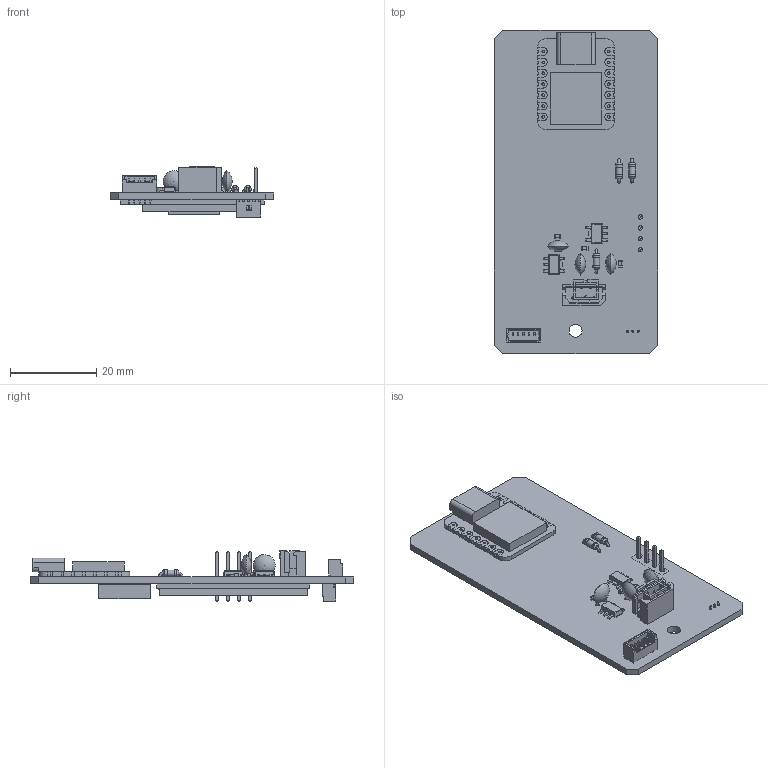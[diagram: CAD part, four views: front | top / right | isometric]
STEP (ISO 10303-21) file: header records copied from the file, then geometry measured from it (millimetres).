
FILE_DESCRIPTION(('KiCad electronic assembly'),'2;1');
FILE_NAME('STIC.step','2024-04-21T23:40:20',('Pcbnew'),('Kicad'), 'Open CASCADE STEP processor 7.6','KiCad to STEP converter','Unknown' );
FILE_SCHEMA(('AUTOMOTIVE_DESIGN { 1 0 10303 214 1 1 1 1 }'));
Length unit declared in the file: millimetre
Products named in the file (26): STIC 1; Seeeduino Xiao; Seeeduino Xiao v2; 22-03-5035; 022035035; 53047-0510; 530470510; AP7361C-33Y5-13; C_Disc_D5.0mm_W2.5mm_P2.50mm; C_Disc_D50mm_W25mm_P250mm; R_Axial_DIN0204_L3.6mm_D1.6mm_P5.08mm_Horizontal; R_Axial_DIN0204_L36mm_D16mm_P508mm_Horizontal; JST_PH_B2B-PH-K_1x02_P2.00mm_Vertical; JST_B2B_PH_K; C_0603_1608Metric; R_0603_1608Metric; AST1240MLTRQ; ASSEMBLY; 53047-0310; 530470310; OLED1_3; Compound; STIC_PCB
Assembly tree (34 placements, depth 3):
  STIC 1
    Seeeduino Xiao
      Seeeduino Xiao v2
    22-03-5035
      022035035
    53047-0510
      530470510
    AP7361C-33Y5-13  x2
      AP7361C-33Y5-13
    C_Disc_D5.0mm_W2.5mm_P2.50mm  x3
      C_Disc_D50mm_W25mm_P250mm
    R_Axial_DIN0204_L3.6mm_D1.6mm_P5.08mm_Horizontal  x3
      R_Axial_DIN0204_L36mm_D16mm_P508mm_Horizontal
    JST_PH_B2B-PH-K_1x02_P2.00mm_Vertical
      JST_B2B_PH_K
    C_0603_1608Metric  x3
      C_0603_1608Metric
    R_0603_1608Metric  x3
      R_0603_1608Metric
    AST1240MLTRQ
      ASSEMBLY
    53047-0310
      530470310
    OLED1_3
      Compound
    STIC_PCB
Bounding box: 38 x 75.13 x 11.7 mm (x, y, z)
Volume: 8940.4 mm3; surface area: 13826 mm2
Topology: 26 solids, 26 shells, 1220 faces, 3235 edges, 2139 vertices
Faces by surface type: plane 957, cylinder 225, sphere 14, bspline 12, torus 12
Full cylindrical faces by diameter (mm): 0.5 x20, 0.6 x14, 0.7 x6, 0.75 x2, 0.8 x6, 0.85 x3, 1 x4, 1.44 x3, 1.6 x6, 3.017 x1
Entity records: 35002 total; most frequent: CARTESIAN_POINT 6255, ORIENTED_EDGE 5268, DIRECTION 5047, EDGE_CURVE 2634, LINE 2289, VECTOR 2289, VERTEX_POINT 1715, AXIS2_PLACEMENT_3D 1379
